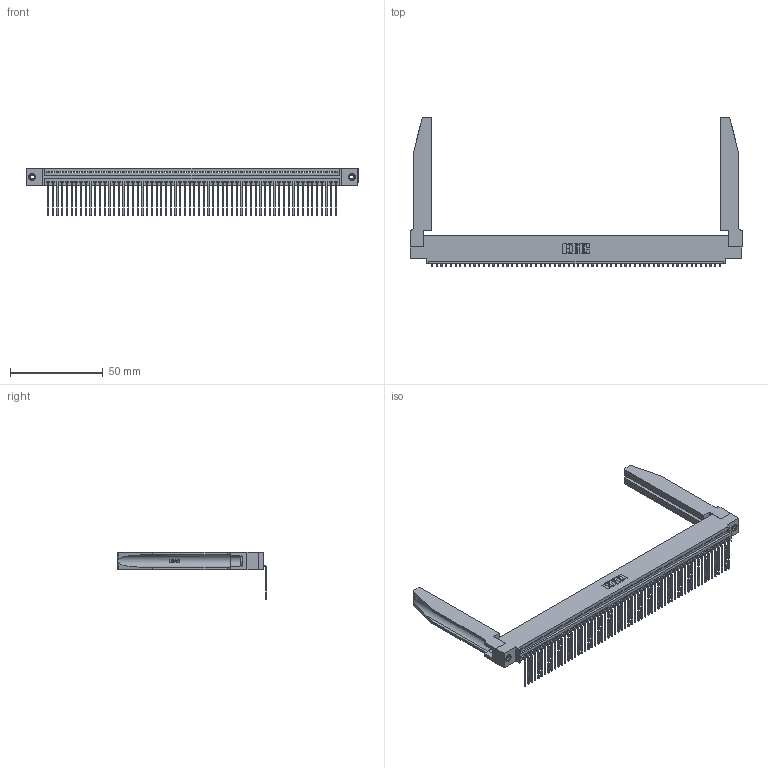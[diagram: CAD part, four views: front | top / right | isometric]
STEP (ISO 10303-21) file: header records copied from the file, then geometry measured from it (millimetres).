
FILE_DESCRIPTION (( 'STEP AP203' ), '1' );
FILE_NAME ('345-062-559-478.STEP', '2019-10-11T08:00:50', ( '' ), ( '' ), 'SwSTEP 2.0', 'SolidWorks 2016', '' );
FILE_SCHEMA (( 'CONFIG_CONTROL_DESIGN' ));
Length unit declared in the file: inch
Products named in the file (5): 345-062-559-478; 345 Part_0.110 Offset - 0.156 Dia-TH; 345-220-078_345-220-078; 345-292-001_558 559 Tail - 1; 345-250-001_345-250-001-102
Assembly tree (67 placements, depth 2):
  345-062-559-478
    345 Part_0.110 Offset - 0.156 Dia-TH
    345-292-001_558 559 Tail - 1  x62
    345-250-001_345-250-001-102  x2
    345-220-078_345-220-078  x2
Bounding box: 178.71 x 80.51 x 25.53 mm (x, y, z)
Volume: 25042 mm3; surface area: 31365.4 mm2
Topology: 67 solids, 67 shells, 4084 faces, 12245 edges, 8070 vertices
Faces by surface type: plane 2830, cylinder 1202, bspline 36, cone 12, torus 4
Entity records: 48926 total; most frequent: CARTESIAN_POINT 9373, ORIENTED_EDGE 8266, DIRECTION 7163, EDGE_CURVE 4133, VECTOR 3659, LINE 3659, VERTEX_POINT 2748, AXIS2_PLACEMENT_3D 1752
